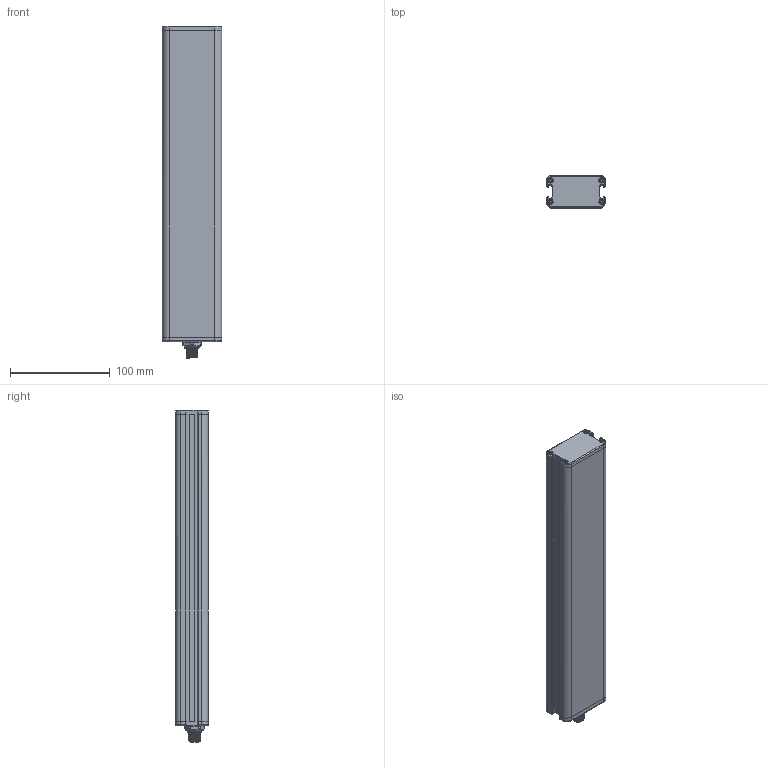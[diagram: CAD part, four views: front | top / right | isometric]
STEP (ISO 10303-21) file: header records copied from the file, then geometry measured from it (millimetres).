
FILE_DESCRIPTION((''),'2;1');
FILE_NAME('142114_SW','2008-09-23T',('banengservice'),('BANNER ENGINEERING'),'PRO/ENGINEER BY PARAMETRIC TECHNOLOGY CORPORATION, 2006170','PRO/ENGINEER BY PARAMETRIC TECHNOLOGY CORPORATION, 2006170','');
FILE_SCHEMA(('CONFIG_CONTROL_DESIGN'));
Length unit declared in the file: inch
Products named in the file (1): 142114_SW
Bounding box: 59.4 x 32.6 x 332.66 mm (x, y, z)
Volume: 214105.9 mm3; surface area: 136162.7 mm2
Topology: 1 solids, 1 shells, 639 faces, 1748 edges, 1125 vertices
Faces by surface type: plane 337, cylinder 224, bspline 32, cone 20, torus 18, sphere 8
Entity records: 28449 total; most frequent: CARTESIAN_POINT 12143, ORIENTED_EDGE 3496, DIRECTION 3329, EDGE_CURVE 1748, AXIS2_PLACEMENT_3D 1167, VERTEX_POINT 1125, VECTOR 995, LINE 995
